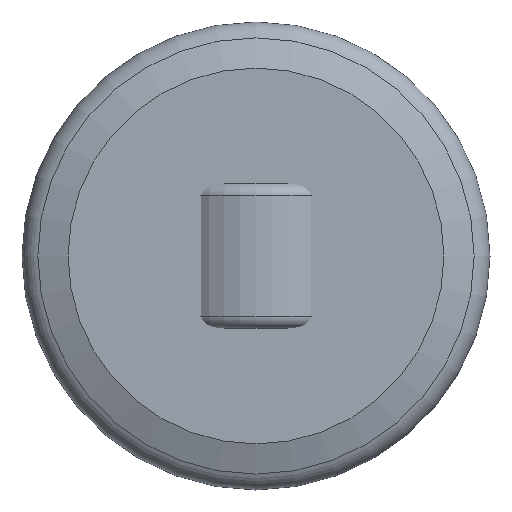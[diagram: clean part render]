
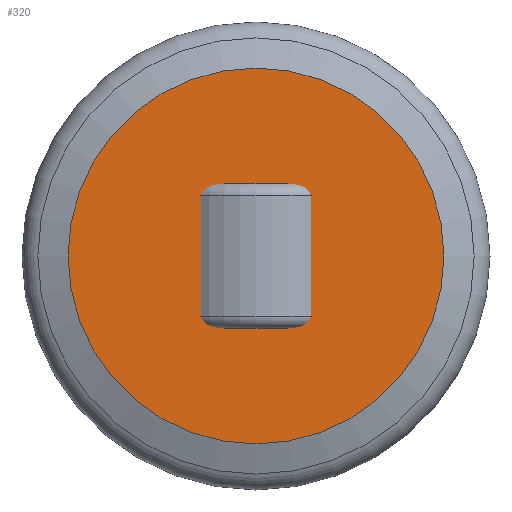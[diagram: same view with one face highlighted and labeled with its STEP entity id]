
A CAD part, front view. The second image highlights one B-rep face of the part: STEP entity #320.
In plain terms, the highlighted planar face has unit normal (0, -1, 0).
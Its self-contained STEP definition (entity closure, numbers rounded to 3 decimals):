
#67=FACE_OUTER_BOUND('',#88,.T.);
#88=EDGE_LOOP('',(#279,#280));
#121=CIRCLE('',#392,31.2);
#122=CIRCLE('',#393,31.2);
#157=VERTEX_POINT('',#612);
#158=VERTEX_POINT('',#613);
#198=EDGE_CURVE('',#157,#158,#121,.T.);
#199=EDGE_CURVE('',#158,#157,#122,.T.);
#279=ORIENTED_EDGE('',*,*,#198,.T.);
#280=ORIENTED_EDGE('',*,*,#199,.T.);
#305=PLANE('',#394);
#320=ADVANCED_FACE('',(#67),#305,.T.);
#392=AXIS2_PLACEMENT_3D('',#614,#499,#500);
#393=AXIS2_PLACEMENT_3D('',#615,#501,#502);
#394=AXIS2_PLACEMENT_3D('',#617,#504,#505);
#499=DIRECTION('center_axis',(0.,-1.,0.));
#500=DIRECTION('ref_axis',(1.,0.,0.));
#501=DIRECTION('center_axis',(0.,-1.,0.));
#502=DIRECTION('ref_axis',(1.,0.,0.));
#504=DIRECTION('center_axis',(0.,-1.,0.));
#505=DIRECTION('ref_axis',(0.,0.,-1.));
#612=CARTESIAN_POINT('',(31.2,-12.45,0.));
#613=CARTESIAN_POINT('',(-31.2,-12.45,0.));
#614=CARTESIAN_POINT('Origin',(0.,-12.45,0.));
#615=CARTESIAN_POINT('Origin',(0.,-12.45,0.));
#617=CARTESIAN_POINT('Origin',(0.,-12.45,0.));
